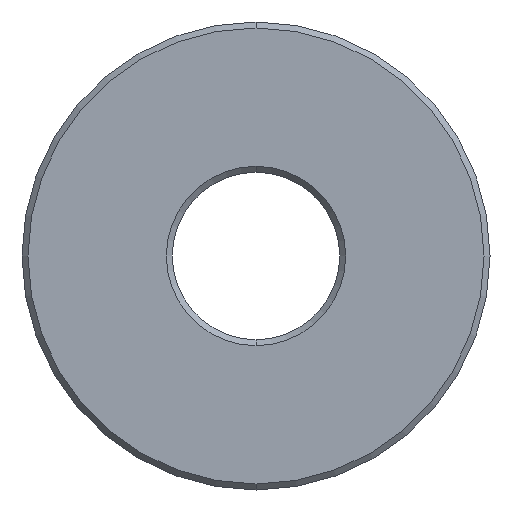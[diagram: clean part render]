
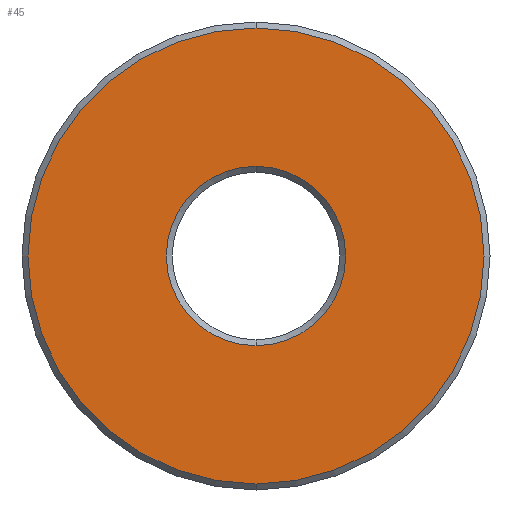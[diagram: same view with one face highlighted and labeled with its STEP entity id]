
A CAD part, front view. The second image highlights one B-rep face of the part: STEP entity #45.
In plain terms, the highlighted planar face has unit normal (0, -1, 0).
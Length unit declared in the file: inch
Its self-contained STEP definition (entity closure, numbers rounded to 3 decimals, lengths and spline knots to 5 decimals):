
#28 = DIRECTION ( 'NONE',  ( 0., 0., 1. ) ) ;
#41 = ORIENTED_EDGE ( 'NONE', *, *, #522, .T. ) ;
#44 = CIRCLE ( 'NONE', #104, 0.1525 ) ;
#45 = ADVANCED_FACE ( 'NONE', ( #55, #294 ), #347, .F. ) ;
#54 = CARTESIAN_POINT ( 'NONE',  ( 0., 0., 0. ) ) ;
#55 = FACE_BOUND ( 'NONE', #117, .T. ) ;
#62 = DIRECTION ( 'NONE',  ( 0., 1., 0. ) ) ;
#96 = DIRECTION ( 'NONE',  ( 0., 0., 1. ) ) ;
#101 = VERTEX_POINT ( 'NONE', #112 ) ;
#104 = AXIS2_PLACEMENT_3D ( 'NONE', #54, #367, #96 ) ;
#108 = CARTESIAN_POINT ( 'NONE',  ( 0., 0., 0. ) ) ;
#110 = CARTESIAN_POINT ( 'NONE',  ( 0., 0., 0. ) ) ;
#111 = CIRCLE ( 'NONE', #412, 0.06 ) ;
#112 = CARTESIAN_POINT ( 'NONE',  ( 0., 0., -0.06 ) ) ;
#117 = EDGE_LOOP ( 'NONE', ( #292, #238 ) ) ;
#140 = CARTESIAN_POINT ( 'NONE',  ( 0., 0., 0.06 ) ) ;
#158 = DIRECTION ( 'NONE',  ( 0., 0., 1. ) ) ;
#159 = DIRECTION ( 'NONE',  ( 0., 0., 1. ) ) ;
#224 = AXIS2_PLACEMENT_3D ( 'NONE', #108, #432, #158 ) ;
#238 = ORIENTED_EDGE ( 'NONE', *, *, #416, .T. ) ;
#263 = EDGE_LOOP ( 'NONE', ( #41, #467 ) ) ;
#275 = VERTEX_POINT ( 'NONE', #550 ) ;
#292 = ORIENTED_EDGE ( 'NONE', *, *, #477, .T. ) ;
#294 = FACE_OUTER_BOUND ( 'NONE', #263, .T. ) ;
#297 = DIRECTION ( 'NONE',  ( 0., 1., 0. ) ) ;
#304 = AXIS2_PLACEMENT_3D ( 'NONE', #330, #62, #378 ) ;
#323 = CARTESIAN_POINT ( 'NONE',  ( 0., 0., 0.1525 ) ) ;
#330 = CARTESIAN_POINT ( 'NONE',  ( 0., 0., 0. ) ) ;
#347 = PLANE ( 'NONE',  #405 ) ;
#358 = EDGE_CURVE ( 'NONE', #275, #373, #44, .T. ) ;
#367 = DIRECTION ( 'NONE',  ( 0., -1., 0. ) ) ;
#373 = VERTEX_POINT ( 'NONE', #323 ) ;
#378 = DIRECTION ( 'NONE',  ( 0., 0., 1. ) ) ;
#381 = VERTEX_POINT ( 'NONE', #140 ) ;
#405 = AXIS2_PLACEMENT_3D ( 'NONE', #571, #297, #28 ) ;
#412 = AXIS2_PLACEMENT_3D ( 'NONE', #110, #436, #159 ) ;
#416 = EDGE_CURVE ( 'NONE', #381, #101, #111, .T. ) ;
#432 = DIRECTION ( 'NONE',  ( 0., -1., 0. ) ) ;
#436 = DIRECTION ( 'NONE',  ( 0., 1., 0. ) ) ;
#437 = CIRCLE ( 'NONE', #304, 0.06 ) ;
#467 = ORIENTED_EDGE ( 'NONE', *, *, #358, .T. ) ;
#477 = EDGE_CURVE ( 'NONE', #101, #381, #437, .T. ) ;
#522 = EDGE_CURVE ( 'NONE', #373, #275, #527, .T. ) ;
#527 = CIRCLE ( 'NONE', #224, 0.1525 ) ;
#550 = CARTESIAN_POINT ( 'NONE',  ( 0., 0., -0.1525 ) ) ;
#571 = CARTESIAN_POINT ( 'NONE',  ( 0., 0., 0. ) ) ;
